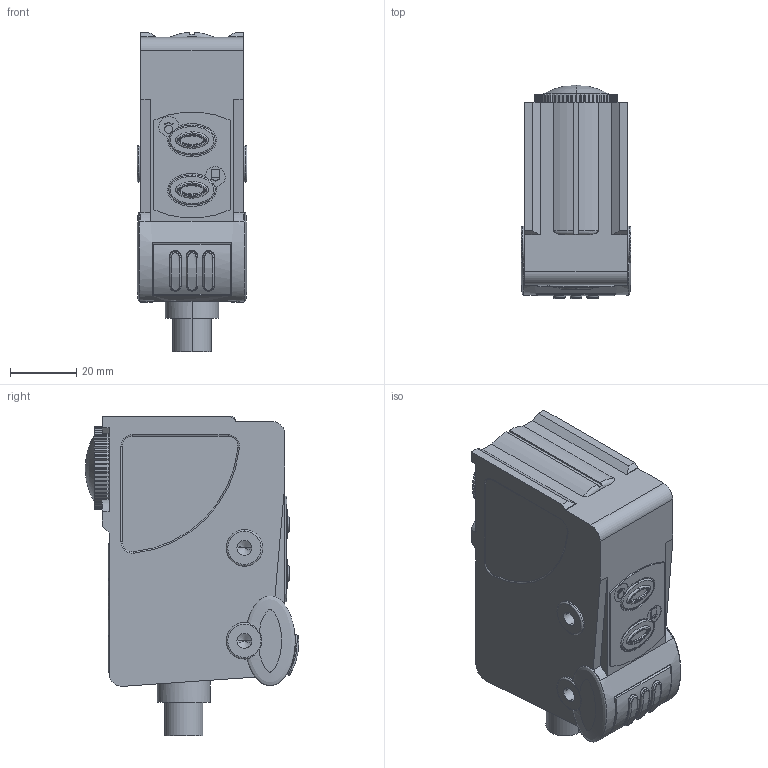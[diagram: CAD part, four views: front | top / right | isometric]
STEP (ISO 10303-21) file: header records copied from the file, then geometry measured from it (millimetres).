
FILE_DESCRIPTION((''),'2;1');
FILE_NAME('146867_SW','2010-06-09T',('banengservice'),('BANNER ENGINEERING'),'PRO/ENGINEER BY PARAMETRIC TECHNOLOGY CORPORATION, 2009141','PRO/ENGINEER BY PARAMETRIC TECHNOLOGY CORPORATION, 2009141','');
FILE_SCHEMA(('CONFIG_CONTROL_DESIGN'));
Length unit declared in the file: inch
Products named in the file (1): 146867_SW
Bounding box: 33.1 x 64.37 x 96.27 mm (x, y, z)
Volume: 135838.5 mm3; surface area: 19911.7 mm2
Topology: 1 solids, 1 shells, 455 faces, 1210 edges, 787 vertices
Faces by surface type: plane 228, cylinder 144, bspline 33, torus 25, extrusion 15, cone 8, sphere 2
Entity records: 19488 total; most frequent: CARTESIAN_POINT 8198, ORIENTED_EDGE 2400, DIRECTION 2270, EDGE_CURVE 1200, VERTEX_POINT 787, AXIS2_PLACEMENT_3D 767, VECTOR 736, LINE 721
